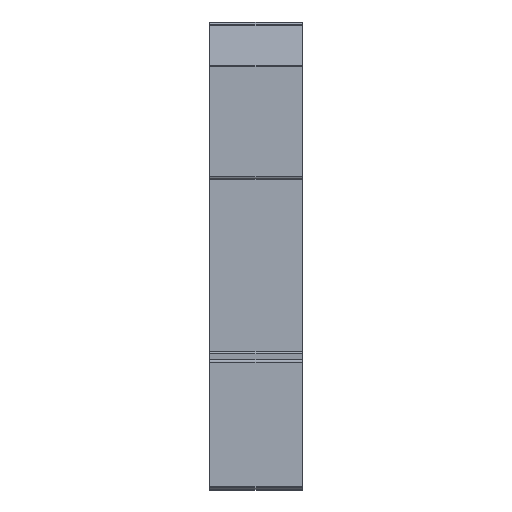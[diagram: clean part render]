
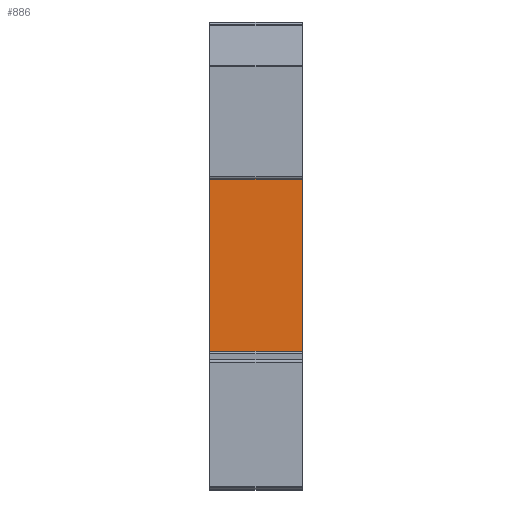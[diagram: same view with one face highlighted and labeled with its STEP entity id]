
A CAD part, front view. The second image highlights one B-rep face of the part: STEP entity #886.
In plain terms, the highlighted planar face has unit normal (0, -1, 0).
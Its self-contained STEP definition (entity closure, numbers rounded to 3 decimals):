
#859=AXIS2_PLACEMENT_3D('Plane Axis2P3D',#856,#857,#858) ;
#834=CARTESIAN_POINT('Vertex',(0.,0.,16.809)) ;
#837=CARTESIAN_POINT('Line Origine',(8.9,0.,16.809)) ;
#841=CARTESIAN_POINT('Vertex',(17.8,0.,16.809)) ;
#856=CARTESIAN_POINT('Axis2P3D Location',(0.,0.,16.809)) ;
#861=CARTESIAN_POINT('Line Origine',(0.,0.,-0.754)) ;
#865=CARTESIAN_POINT('Vertex',(0.,0.,-18.316)) ;
#868=CARTESIAN_POINT('Line Origine',(8.9,0.,-18.316)) ;
#872=CARTESIAN_POINT('Vertex',(17.8,0.,-18.316)) ;
#875=CARTESIAN_POINT('Line Origine',(17.8,0.,-0.754)) ;
#838=DIRECTION('Vector Direction',(1.,0.,0.)) ;
#857=DIRECTION('Axis2P3D Direction',(0.,-1.,0.)) ;
#858=DIRECTION('Axis2P3D XDirection',(0.,0.,-1.)) ;
#862=DIRECTION('Vector Direction',(0.,0.,-1.)) ;
#869=DIRECTION('Vector Direction',(1.,0.,0.)) ;
#876=DIRECTION('Vector Direction',(0.,0.,-1.)) ;
#839=VECTOR('Line Direction',#838,1.) ;
#863=VECTOR('Line Direction',#862,1.) ;
#870=VECTOR('Line Direction',#869,1.) ;
#877=VECTOR('Line Direction',#876,1.) ;
#881=ORIENTED_EDGE('',*,*,#843,.F.) ;
#882=ORIENTED_EDGE('',*,*,#867,.T.) ;
#883=ORIENTED_EDGE('',*,*,#874,.T.) ;
#884=ORIENTED_EDGE('',*,*,#879,.F.) ;
#886=ADVANCED_FACE('PartBody',(#885),#860,.T.) ;
#843=EDGE_CURVE('',#835,#842,#840,.T.) ;
#867=EDGE_CURVE('',#835,#866,#864,.T.) ;
#874=EDGE_CURVE('',#866,#873,#871,.T.) ;
#879=EDGE_CURVE('',#842,#873,#878,.T.) ;
#880=EDGE_LOOP('',(#881,#882,#883,#884)) ;
#885=FACE_OUTER_BOUND('',#880,.T.) ;
#840=LINE('Line',#837,#839) ;
#864=LINE('Line',#861,#863) ;
#871=LINE('Line',#868,#870) ;
#878=LINE('Line',#875,#877) ;
#860=PLANE('',#859) ;
#835=VERTEX_POINT('',#834) ;
#842=VERTEX_POINT('',#841) ;
#866=VERTEX_POINT('',#865) ;
#873=VERTEX_POINT('',#872) ;
